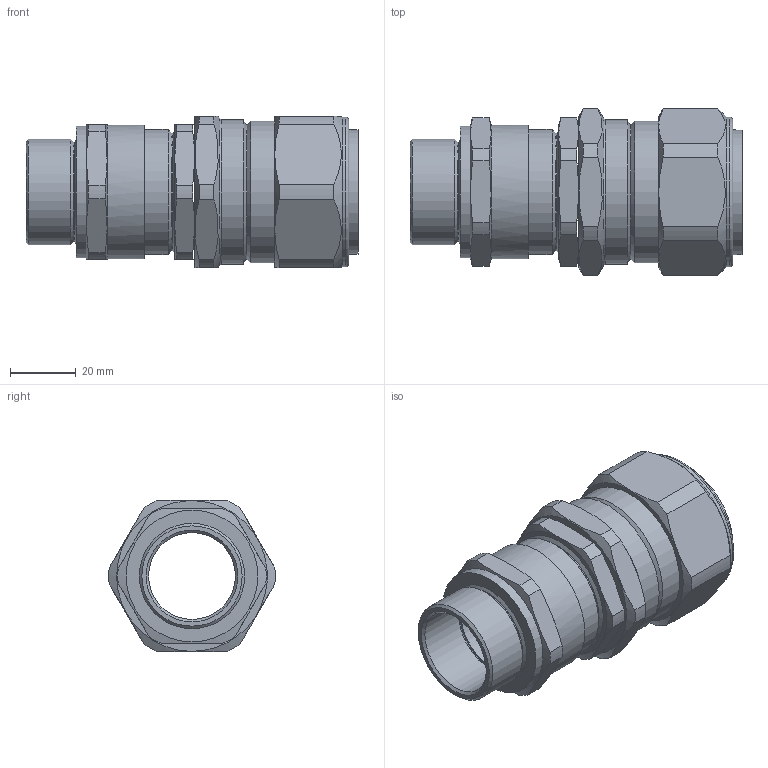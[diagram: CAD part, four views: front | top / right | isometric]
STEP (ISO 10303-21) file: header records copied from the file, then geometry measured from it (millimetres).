
FILE_DESCRIPTION (( 'STEP AP203' ), '1' );
FILE_NAME ('32E1FX1RA.STEP', '2017-09-20T14:20:32', ( '' ), ( '' ), 'SwSTEP 2.0', 'SolidWorks 2017', '' );
FILE_SCHEMA (( 'CONFIG_CONTROL_DESIGN' ));
Length unit declared in the file: millimetre
Products named in the file (1): 32E1FX1RA
Bounding box: 100.88 x 50.58 x 46 mm (x, y, z)
Surface area: 24994.8 mm2 (no closed solid volume)
Topology: 0 solids, 8 shells, 108 faces, 414 edges, 317 vertices
Faces by surface type: cylinder 39, plane 35, cone 31, torus 3
Full cylindrical faces by diameter (mm): 26.4 x1, 26.5 x1, 29.971 x1, 32 x1, 34 x1, 34.1 x1, 35.67 x1, 37.8 x1, 38 x1, 40 x1, 40.55 x1, 40.718 x1, 43 x1, 44 x1, 45.5 x1
Entity records: 5875 total; most frequent: CARTESIAN_POINT 2719, ORIENTED_EDGE 564, DIRECTION 555, EDGE_CURVE 371, VERTEX_POINT 311, AXIS2_PLACEMENT_3D 221, EDGE_LOOP 173, B_SPLINE_CURVE_WITH_KNOTS 146
